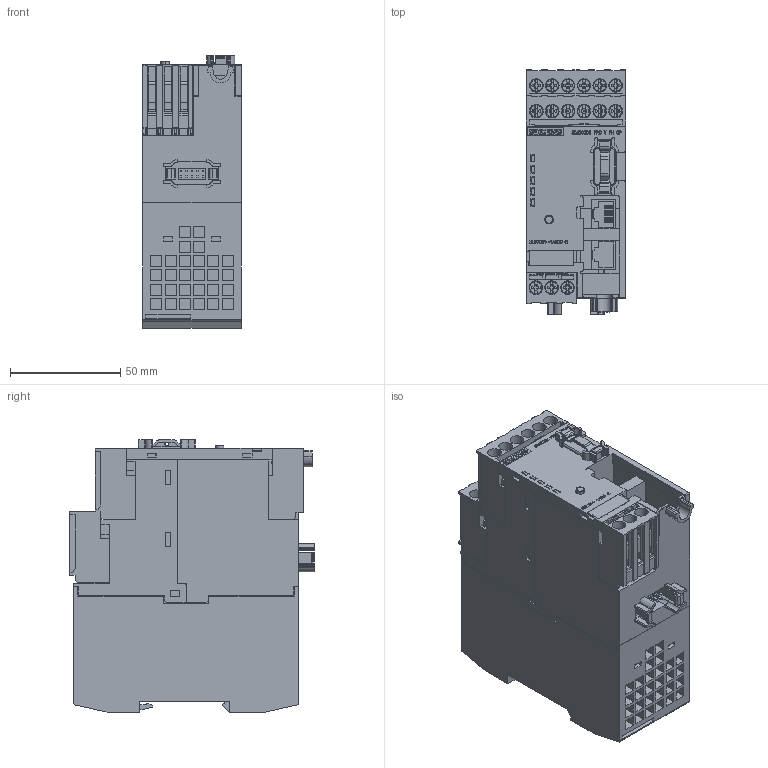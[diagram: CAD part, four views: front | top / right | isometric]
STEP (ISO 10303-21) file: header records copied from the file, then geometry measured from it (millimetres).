
FILE_DESCRIPTION(('STEP AP214'),'1');
FILE_NAME('cctmp_78D8FBFF-2417-4A10-AFA3-81776BA8D421_2023_07_21_14_58_43_0659..stp','2023-07-21T12:58:46',('SIEMENS A&D'),('CADClick - www.CADClick.com'),'Spatial InterOp 3D postprocessed',' ','unknown authorization');
FILE_SCHEMA(('AUTOMOTIVE_DESIGN'));
Length unit declared in the file: millimetre
Products named in the file (1): 2023_07_21_14_58_43_0577
Bounding box: 45 x 111.15 x 124 mm (x, y, z)
Volume: 449256.9 mm3; surface area: 102300.1 mm2
Topology: 1 solids, 2 shells, 3199 faces, 8966 edges, 5923 vertices
Faces by surface type: plane 2701, cylinder 390, cone 90, torus 18
Entity records: 111643 total; most frequent: CARTESIAN_POINT 18493, ORIENTED_EDGE 17916, DIRECTION 16379, EDGE_CURVE 8958, LINE 7681, VECTOR 7681, VERTEX_POINT 5923, AXIS2_PLACEMENT_3D 4349
